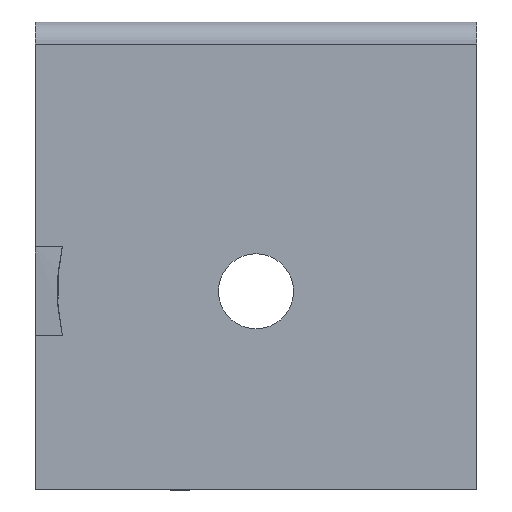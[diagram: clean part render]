
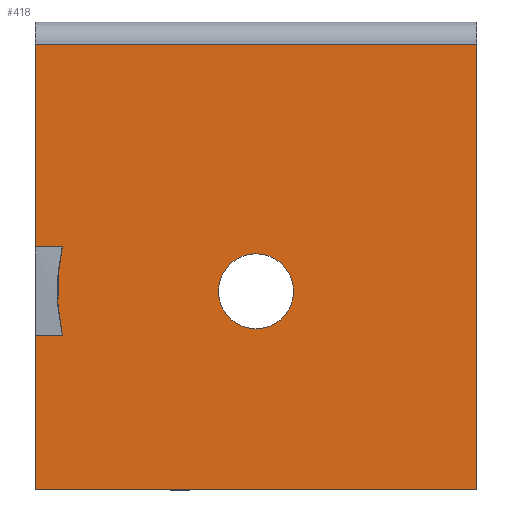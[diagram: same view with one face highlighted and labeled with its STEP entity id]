
A CAD part, left-side view. The second image highlights one B-rep face of the part: STEP entity #418.
In plain terms, the highlighted planar face has unit normal (-1, 0, 0).
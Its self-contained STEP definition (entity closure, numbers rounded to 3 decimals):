
#18=FACE_BOUND('',#103,.T.);
#33=PLANE('',#468);
#37=CIRCLE('',#438,22.5);
#47=CIRCLE('',#469,4.25);
#76=FACE_OUTER_BOUND('',#102,.T.);
#102=EDGE_LOOP('',(#367,#368,#369,#370,#371,#372,#373,#374));
#103=EDGE_LOOP('',(#375));
#110=LINE('',#626,#150);
#111=LINE('',#641,#151);
#122=LINE('',#678,#162);
#123=LINE('',#680,#163);
#124=LINE('',#684,#164);
#144=LINE('',#736,#184);
#145=LINE('',#737,#185);
#150=VECTOR('',#476,10.);
#151=VECTOR('',#477,10.);
#162=VECTOR('',#514,10.);
#163=VECTOR('',#515,10.);
#164=VECTOR('',#520,10.);
#184=VECTOR('',#574,10.);
#185=VECTOR('',#575,10.);
#192=VERTEX_POINT('',#611);
#193=VERTEX_POINT('',#612);
#194=VERTEX_POINT('',#625);
#195=VERTEX_POINT('',#627);
#208=VERTEX_POINT('',#676);
#209=VERTEX_POINT('',#679);
#210=VERTEX_POINT('',#683);
#225=VERTEX_POINT('',#735);
#226=VERTEX_POINT('',#738);
#229=EDGE_CURVE('',#194,#192,#110,.T.);
#231=EDGE_CURVE('',#195,#193,#111,.T.);
#232=EDGE_CURVE('',#192,#193,#37,.T.);
#249=EDGE_CURVE('',#195,#208,#122,.T.);
#250=EDGE_CURVE('',#209,#194,#123,.T.);
#252=EDGE_CURVE('',#209,#210,#124,.T.);
#278=EDGE_CURVE('',#208,#225,#144,.T.);
#279=EDGE_CURVE('',#225,#210,#145,.T.);
#280=EDGE_CURVE('',#226,#226,#47,.T.);
#367=ORIENTED_EDGE('',*,*,#249,.T.);
#368=ORIENTED_EDGE('',*,*,#278,.T.);
#369=ORIENTED_EDGE('',*,*,#279,.T.);
#370=ORIENTED_EDGE('',*,*,#252,.F.);
#371=ORIENTED_EDGE('',*,*,#250,.T.);
#372=ORIENTED_EDGE('',*,*,#229,.T.);
#373=ORIENTED_EDGE('',*,*,#232,.T.);
#374=ORIENTED_EDGE('',*,*,#231,.F.);
#375=ORIENTED_EDGE('',*,*,#280,.T.);
#418=ADVANCED_FACE('',(#76,#18),#33,.T.);
#438=AXIS2_PLACEMENT_3D('',#643,#480,#481);
#468=AXIS2_PLACEMENT_3D('',#734,#572,#573);
#469=AXIS2_PLACEMENT_3D('',#739,#576,#577);
#476=DIRECTION('',(0.,-1.,0.));
#477=DIRECTION('',(0.,-1.,0.));
#480=DIRECTION('center_axis',(-1.,0.,0.));
#481=DIRECTION('ref_axis',(0.,0.,1.));
#514=DIRECTION('',(0.,0.,-1.));
#515=DIRECTION('',(0.,0.,-1.));
#520=DIRECTION('',(0.,-1.,0.));
#572=DIRECTION('center_axis',(-1.,0.,0.));
#573=DIRECTION('ref_axis',(0.,-1.,0.));
#574=DIRECTION('',(0.,-1.,0.));
#575=DIRECTION('',(0.,0.,1.));
#576=DIRECTION('center_axis',(1.,0.,0.));
#577=DIRECTION('ref_axis',(0.,-1.,0.));
#611=CARTESIAN_POINT('',(-8.,46.932,27.525));
#612=CARTESIAN_POINT('',(-8.,46.932,17.475));
#625=CARTESIAN_POINT('',(-8.,50.,27.525));
#626=CARTESIAN_POINT('',(-8.,50.,27.525));
#627=CARTESIAN_POINT('',(-8.,50.,17.475));
#641=CARTESIAN_POINT('',(-8.,50.,17.475));
#643=CARTESIAN_POINT('Origin',(-8.,25.,22.5));
#676=CARTESIAN_POINT('',(-8.,50.,0.));
#678=CARTESIAN_POINT('',(-8.,50.,53.));
#679=CARTESIAN_POINT('',(-8.,50.,50.5));
#680=CARTESIAN_POINT('',(-8.,50.,53.));
#683=CARTESIAN_POINT('',(-8.,0.,50.5));
#684=CARTESIAN_POINT('',(-8.,12.5,50.5));
#734=CARTESIAN_POINT('Origin',(-8.,25.,26.5));
#735=CARTESIAN_POINT('',(-8.,0.,0.));
#736=CARTESIAN_POINT('',(-8.,50.,0.));
#737=CARTESIAN_POINT('',(-8.,0.,0.));
#738=CARTESIAN_POINT('',(-8.,29.25,22.5));
#739=CARTESIAN_POINT('Origin',(-8.,25.,22.5));
